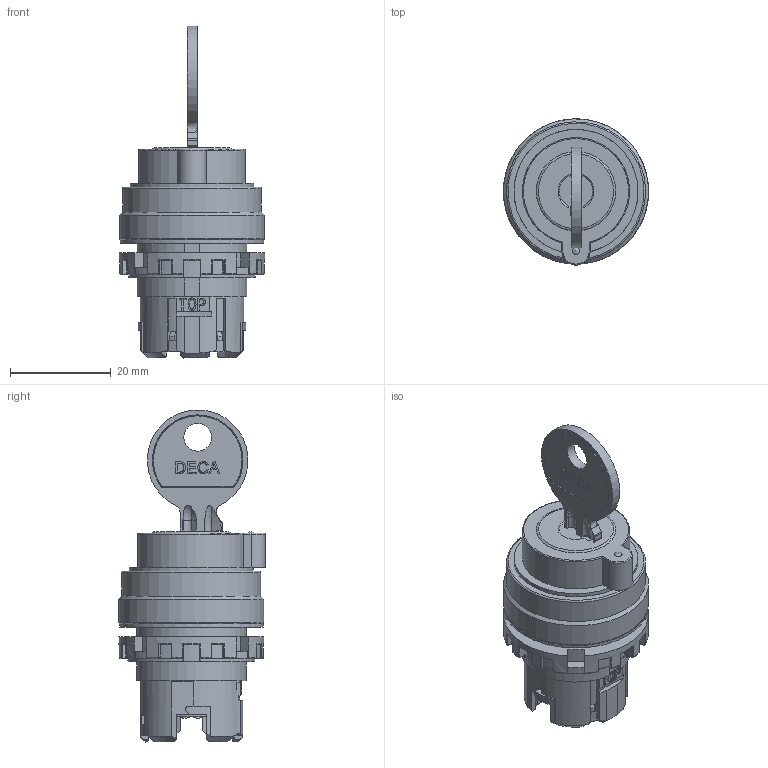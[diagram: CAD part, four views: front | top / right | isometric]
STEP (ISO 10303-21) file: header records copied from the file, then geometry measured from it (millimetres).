
FILE_DESCRIPTION( ( 'Unknown' ), '1' );
FILE_NAME( 'A204K-3AEx-2-Solid3D-20180706.stp', 'Unknown', ( 'Unknown' ), ( 'Unknown' ), 'XStep 1.0', 'Unknown', ' ' );
FILE_SCHEMA( ( 'CONFIG_CONTROL_DESIGN' ) );
Length unit declared in the file: millimetre
Products named in the file (1): 1
Bounding box: 28.8 x 29.05 x 65.89 mm (x, y, z)
Volume: 18346.2 mm3; surface area: 6521.3 mm2
Topology: 1 solids, 1 shells, 685 faces, 1866 edges, 1190 vertices
Faces by surface type: plane 347, cylinder 162, extrusion 60, torus 52, bspline 32, cone 22, sphere 10
Full cylindrical faces by diameter (mm): 5.5 x1, 24.6 x1, 27.6 x1, 28.5 x1, 28.8 x1
Entity records: 23871 total; most frequent: CARTESIAN_POINT 6856, ORIENTED_EDGE 3684, DIRECTION 3348, EDGE_CURVE 1842, VERTEX_POINT 1184, AXIS2_PLACEMENT_3D 1143, VECTOR 1062, LINE 1002
